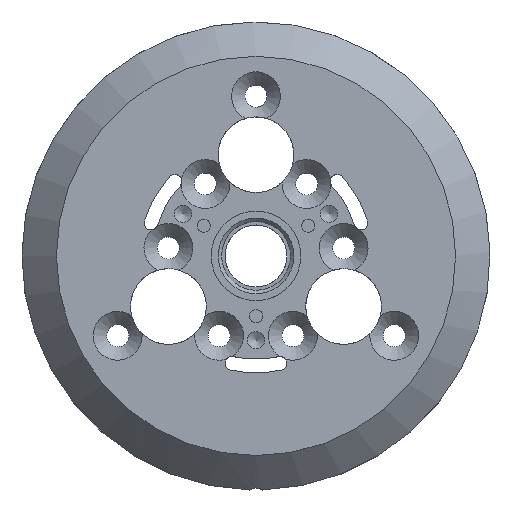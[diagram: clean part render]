
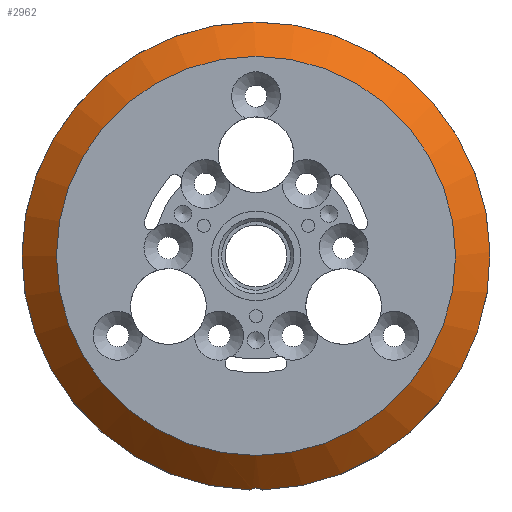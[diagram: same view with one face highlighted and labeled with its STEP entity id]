
A CAD part, top view. The second image highlights one B-rep face of the part: STEP entity #2962.
In plain terms, the highlighted conical face has half-angle 45 degrees and reference radius 29 mm.
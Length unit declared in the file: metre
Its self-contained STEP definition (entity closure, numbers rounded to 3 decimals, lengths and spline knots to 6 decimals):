
#24=CONICAL_SURFACE('',#3345,0.029,0.785);
#57=B_SPLINE_CURVE_WITH_KNOTS('',3,(#5200,#5201,#5202,#5203,#5204),
 .UNSPECIFIED.,.F.,.F.,(4,1,4),(0.,0.001001,
0.002002),.UNSPECIFIED.);
#748=ORIENTED_EDGE('',*,*,#1529,.F.);
#749=ORIENTED_EDGE('',*,*,#1530,.T.);
#750=ORIENTED_EDGE('',*,*,#1464,.T.);
#1464=EDGE_CURVE('',#1864,#1864,#2161,.T.);
#1529=EDGE_CURVE('',#1917,#1918,#2214,.T.);
#1530=EDGE_CURVE('',#1917,#1918,#57,.T.);
#1864=VERTEX_POINT('',#5016);
#1917=VERTEX_POINT('',#5198);
#1918=VERTEX_POINT('',#5199);
#2161=CIRCLE('',#3287,0.029);
#2214=CIRCLE('',#3346,0.034);
#2390=EDGE_LOOP('',(#748,#749));
#2391=EDGE_LOOP('',(#750));
#2671=FACE_BOUND('',#2390,.T.);
#2672=FACE_BOUND('',#2391,.T.);
#2962=ADVANCED_FACE('',(#2671,#2672),#24,.T.);
#3287=AXIS2_PLACEMENT_3D('',#5015,#3961,#3962);
#3345=AXIS2_PLACEMENT_3D('',#5196,#4079,#4080);
#3346=AXIS2_PLACEMENT_3D('',#5197,#4081,#4082);
#3961=DIRECTION('',(0.,0.,-1.));
#3962=DIRECTION('',(-1.,0.,0.));
#4079=DIRECTION('',(0.,0.,-1.));
#4080=DIRECTION('',(-1.,0.,0.));
#4081=DIRECTION('',(0.,0.,-1.));
#4082=DIRECTION('',(-1.,0.,0.));
#5015=CARTESIAN_POINT('',(0.,0.,0.));
#5016=CARTESIAN_POINT('',(-0.029,0.,0.));
#5196=CARTESIAN_POINT('',(0.,0.,0.));
#5197=CARTESIAN_POINT('',(0.,0.,-0.005));
#5198=CARTESIAN_POINT('',(-0.000884,-0.033988,-0.005));
#5199=CARTESIAN_POINT('',(0.000884,-0.033988,-0.005));
#5200=CARTESIAN_POINT('',(-0.000884,-0.033988,-0.005));
#5201=CARTESIAN_POINT('',(-0.000652,-0.033819,-0.004824));
#5202=CARTESIAN_POINT('',(-0.000003,-0.033581,-0.004576));
#5203=CARTESIAN_POINT('',(0.000652,-0.033819,-0.004824));
#5204=CARTESIAN_POINT('',(0.000884,-0.033988,-0.005));
